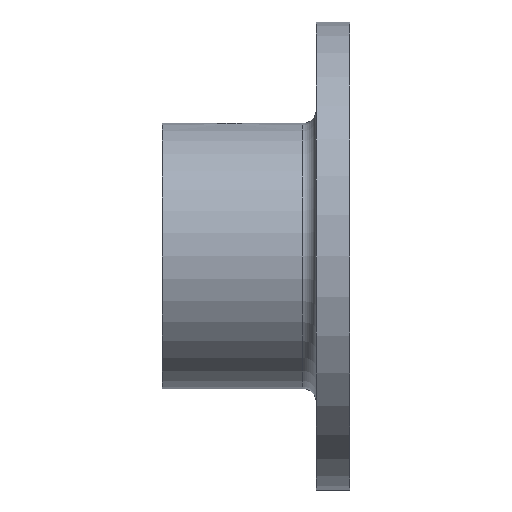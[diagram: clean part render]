
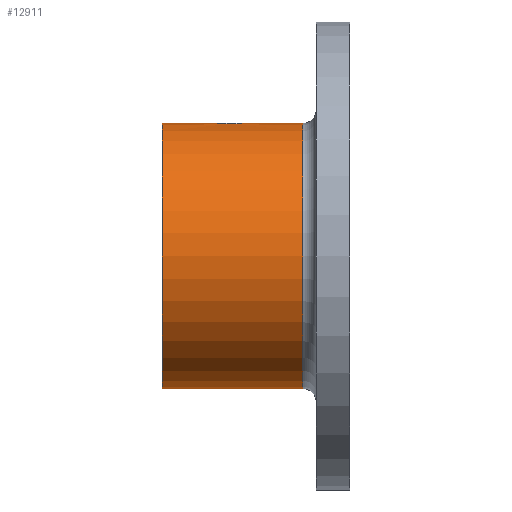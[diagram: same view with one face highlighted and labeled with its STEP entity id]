
A CAD part, left-side view. The second image highlights one B-rep face of the part: STEP entity #12911.
In plain terms, the highlighted cylindrical face has radius 19.85 mm (diameter 39.7 mm), a partial arc.
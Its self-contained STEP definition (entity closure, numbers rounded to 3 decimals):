
#284 = EDGE_LOOP ( 'NONE', ( #7077, #13127, #4476, #7313, #17292, #4974, #8492 ) ) ;
#494 = VERTEX_POINT ( 'NONE', #5254 ) ;
#541 = CARTESIAN_POINT ( 'NONE',  ( -1.679, 16.709, 19.78 ) ) ;
#1203 = CARTESIAN_POINT ( 'NONE',  ( -2.1, 18., 19.739 ) ) ;
#1331 = CARTESIAN_POINT ( 'NONE',  ( -2.086, 18.276, 19.74 ) ) ;
#1623 = DIRECTION ( 'NONE',  ( 0., -1., 0. ) ) ;
#2223 = DIRECTION ( 'NONE',  ( 0., -1., 0. ) ) ;
#2468 = CARTESIAN_POINT ( 'NONE',  ( -0.544, 15.967, 19.843 ) ) ;
#2530 = CARTESIAN_POINT ( 'NONE',  ( -0.677, 19.993, 19.839 ) ) ;
#2627 = DIRECTION ( 'NONE',  ( 0., -1., 0. ) ) ;
#2819 = CARTESIAN_POINT ( 'NONE',  ( 0., 28., 19.85 ) ) ;
#2981 = CARTESIAN_POINT ( 'NONE',  ( -0.931, 19.887, 19.829 ) ) ;
#3762 = EDGE_CURVE ( 'NONE', #15309, #9847, #16020, .T. ) ;
#3789 = VERTEX_POINT ( 'NONE', #2819 ) ;
#3989 = CARTESIAN_POINT ( 'NONE',  ( 0., 28., 0. ) ) ;
#4341 = CARTESIAN_POINT ( 'NONE',  ( 0., 7., -19.85 ) ) ;
#4476 = ORIENTED_EDGE ( 'NONE', *, *, #7158, .T. ) ;
#4595 = VECTOR ( 'NONE', #8689, 1000. ) ;
#4877 = DIRECTION ( 'NONE',  ( 0., -1., 0. ) ) ;
#4943 = CARTESIAN_POINT ( 'NONE',  ( 0., 0., 0. ) ) ;
#4974 = ORIENTED_EDGE ( 'NONE', *, *, #19726, .F. ) ;
#5254 = CARTESIAN_POINT ( 'NONE',  ( 0., 20.1, 19.85 ) ) ;
#5277 = EDGE_CURVE ( 'NONE', #494, #10558, #7488, .T. ) ;
#5507 = CARTESIAN_POINT ( 'NONE',  ( -2.1, 18., 19.739 ) ) ;
#5541 = CARTESIAN_POINT ( 'NONE',  ( -0.546, 20.033, 19.843 ) ) ;
#5876 = CARTESIAN_POINT ( 'NONE',  ( -1.67, 19.281, 19.78 ) ) ;
#6273 = CARTESIAN_POINT ( 'NONE',  ( 0., 7., 19.85 ) ) ;
#6355 = CARTESIAN_POINT ( 'NONE',  ( 0., 15.9, 19.85 ) ) ;
#7077 = ORIENTED_EDGE ( 'NONE', *, *, #10566, .F. ) ;
#7158 = EDGE_CURVE ( 'NONE', #13323, #9847, #19350, .T. ) ;
#7313 = ORIENTED_EDGE ( 'NONE', *, *, #3762, .F. ) ;
#7321 = CARTESIAN_POINT ( 'NONE',  ( -1.822, 19.054, 19.766 ) ) ;
#7386 = CARTESIAN_POINT ( 'NONE',  ( -1.583, 19.387, 19.787 ) ) ;
#7488 = B_SPLINE_CURVE_WITH_KNOTS ( 'NONE', 3,
 ( #10043, #10255, #16140, #5541, #2530, #2981, #16490, #18141, #13742, #7386, #5876, #7321, #9054, #18205, #18020, #1331, #10390, #1203 ),
 .UNSPECIFIED., .F., .F.,
 ( 4, 2, 2, 2, 2, 2, 2, 2, 4 ),
 ( 0.003, 0.004, 0.004, 0.005, 0.005, 0.005, 0.006, 0.006, 0.007 ),
 .UNSPECIFIED. ) ;
#7578 = EDGE_CURVE ( 'NONE', #3789, #13323, #14516, .T. ) ;
#7864 = VECTOR ( 'NONE', #2223, 1000. ) ;
#8492 = ORIENTED_EDGE ( 'NONE', *, *, #5277, .F. ) ;
#8515 = DIRECTION ( 'NONE',  ( 0., -1., 0. ) ) ;
#8689 = DIRECTION ( 'NONE',  ( 0., -1., 0. ) ) ;
#9054 = CARTESIAN_POINT ( 'NONE',  ( -1.888, 18.931, 19.76 ) ) ;
#9066 = AXIS2_PLACEMENT_3D ( 'NONE', #3989, #8515, #16003 ) ;
#9474 = DIRECTION ( 'NONE',  ( 0., 0., -1. ) ) ;
#9739 = CARTESIAN_POINT ( 'NONE',  ( -1.835, 16.944, 19.765 ) ) ;
#9799 = CARTESIAN_POINT ( 'NONE',  ( -1.052, 16.178, 19.822 ) ) ;
#9847 = VERTEX_POINT ( 'NONE', #4341 ) ;
#10043 = CARTESIAN_POINT ( 'NONE',  ( 0., 20.1, 19.85 ) ) ;
#10255 = CARTESIAN_POINT ( 'NONE',  ( -0.137, 20.1, 19.85 ) ) ;
#10283 = CARTESIAN_POINT ( 'NONE',  ( 0., 0., 19.85 ) ) ;
#10390 = CARTESIAN_POINT ( 'NONE',  ( -2.1, 18.137, 19.739 ) ) ;
#10558 = VERTEX_POINT ( 'NONE', #5507 ) ;
#10566 = EDGE_CURVE ( 'NONE', #3789, #494, #13976, .T. ) ;
#10769 = AXIS2_PLACEMENT_3D ( 'NONE', #4943, #4877, #9474 ) ;
#11512 = CYLINDRICAL_SURFACE ( 'NONE', #10769, 19.85 ) ;
#12815 = CARTESIAN_POINT ( 'NONE',  ( -1.389, 16.419, 19.802 ) ) ;
#12911 = ADVANCED_FACE ( 'NONE', ( #13939 ), #11512, .T. ) ;
#13127 = ORIENTED_EDGE ( 'NONE', *, *, #7578, .T. ) ;
#13214 = CARTESIAN_POINT ( 'NONE',  ( -0.932, 16.113, 19.829 ) ) ;
#13238 = CARTESIAN_POINT ( 'NONE',  ( 0., 7., 0. ) ) ;
#13323 = VERTEX_POINT ( 'NONE', #15977 ) ;
#13742 = CARTESIAN_POINT ( 'NONE',  ( -1.387, 19.583, 19.802 ) ) ;
#13890 = CARTESIAN_POINT ( 'NONE',  ( 0., 0., 19.85 ) ) ;
#13939 = FACE_OUTER_BOUND ( 'NONE', #284, .T. ) ;
#13976 = LINE ( 'NONE', #10283, #4595 ) ;
#14271 = VECTOR ( 'NONE', #1623, 1000. ) ;
#14297 = CARTESIAN_POINT ( 'NONE',  ( -2.1, 18., 19.739 ) ) ;
#14421 = CARTESIAN_POINT ( 'NONE',  ( -2.1, 17.726, 19.739 ) ) ;
#14516 = CIRCLE ( 'NONE', #9066, 19.85 ) ;
#14705 = DIRECTION ( 'NONE',  ( 0., 0., -1. ) ) ;
#15309 = VERTEX_POINT ( 'NONE', #6273 ) ;
#15828 = CARTESIAN_POINT ( 'NONE',  ( -2.045, 17.449, 19.745 ) ) ;
#15977 = CARTESIAN_POINT ( 'NONE',  ( 0., 28., -19.85 ) ) ;
#16003 = DIRECTION ( 'NONE',  ( 0., 0., -1. ) ) ;
#16020 = CIRCLE ( 'NONE', #18251, 19.85 ) ;
#16140 = CARTESIAN_POINT ( 'NONE',  ( -0.276, 20.086, 19.849 ) ) ;
#16214 = CARTESIAN_POINT ( 'NONE',  ( -0.677, 16.008, 19.839 ) ) ;
#16355 = CARTESIAN_POINT ( 'NONE',  ( -0.139, 15.9, 19.85 ) ) ;
#16490 = CARTESIAN_POINT ( 'NONE',  ( -1.054, 19.822, 19.822 ) ) ;
#17272 = VERTEX_POINT ( 'NONE', #6355 ) ;
#17292 = ORIENTED_EDGE ( 'NONE', *, *, #18708, .F. ) ;
#17427 = CARTESIAN_POINT ( 'NONE',  ( -1.281, 16.33, 19.809 ) ) ;
#17591 = LINE ( 'NONE', #13890, #14271 ) ;
#17819 = CARTESIAN_POINT ( 'NONE',  ( 0., 15.9, 19.85 ) ) ;
#18020 = CARTESIAN_POINT ( 'NONE',  ( -2.033, 18.546, 19.746 ) ) ;
#18141 = CARTESIAN_POINT ( 'NONE',  ( -1.281, 19.67, 19.809 ) ) ;
#18205 = CARTESIAN_POINT ( 'NONE',  ( -1.993, 18.676, 19.75 ) ) ;
#18251 = AXIS2_PLACEMENT_3D ( 'NONE', #13238, #2627, #14705 ) ;
#18268 = B_SPLINE_CURVE_WITH_KNOTS ( 'NONE', 3,
 ( #14297, #14421, #15828, #9739, #541, #12815, #17427, #9799, #13214, #16214, #2468, #19289, #16355, #17819 ),
 .UNSPECIFIED., .F., .F.,
 ( 4, 2, 2, 2, 2, 2, 4 ),
 ( 0.007, 0.007, 0.008, 0.009, 0.009, 0.009, 0.01 ),
 .UNSPECIFIED. ) ;
#18708 = EDGE_CURVE ( 'NONE', #17272, #15309, #17591, .T. ) ;
#18981 = CARTESIAN_POINT ( 'NONE',  ( 0., 0., -19.85 ) ) ;
#19289 = CARTESIAN_POINT ( 'NONE',  ( -0.275, 15.914, 19.849 ) ) ;
#19350 = LINE ( 'NONE', #18981, #7864 ) ;
#19726 = EDGE_CURVE ( 'NONE', #10558, #17272, #18268, .T. ) ;
